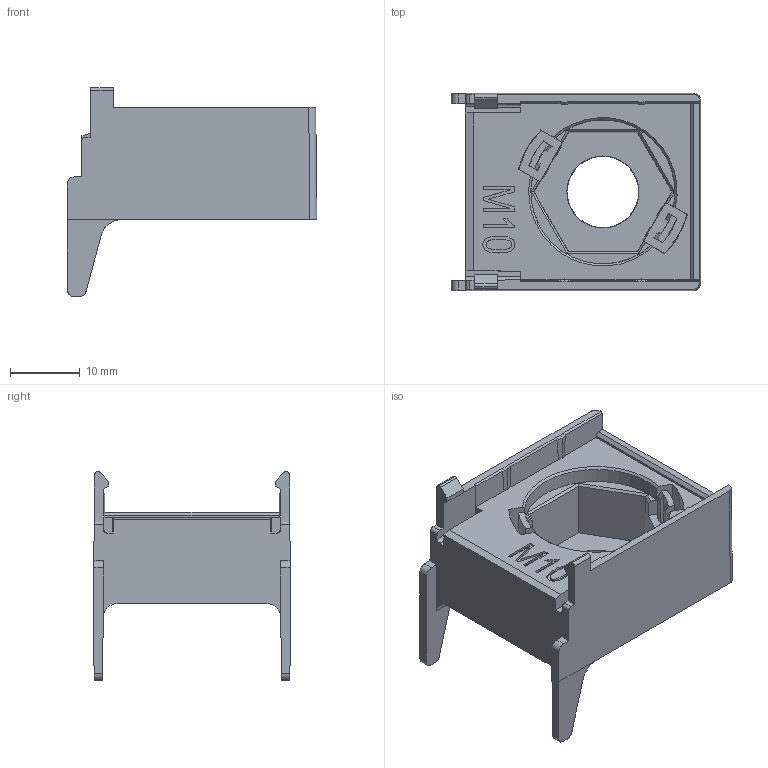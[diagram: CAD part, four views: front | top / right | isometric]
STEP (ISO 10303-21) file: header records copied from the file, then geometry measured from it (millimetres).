
FILE_DESCRIPTION(/* description */ (''),/* implementation_level */ '2;1');
FILE_NAME(/* name */ 'FILE_STP_CAD_DRAWING_3d_GLX551_prt.stp',/* time_stamp */ '2021-12-20T15:05:22+01:00',/* author */ (''),/* organization */ (''),/* preprocessor_version */ 'ST-DEVELOPER v16.7',/* originating_system */ 'SIEMENS PLM Software NX 12.0',/* authorisation */ '');
FILE_SCHEMA (('AUTOMOTIVE_DESIGN { 1 0 10303 214 3 1 1 1 }'));
Length unit declared in the file: millimetre
Products named in the file (1): 3d_GLX551
Bounding box: 35.7 x 28.2 x 29.9 mm (x, y, z)
Surface area: 6878.3 mm2 (no closed solid volume)
Topology: 0 solids, 1 shells, 285 faces, 923 edges, 645 vertices
Faces by surface type: plane 185, cylinder 52, cone 25, bspline 12, extrusion 11
Entity records: 11265 total; most frequent: CARTESIAN_POINT 3276, ORIENTED_EDGE 1697, DIRECTION 1495, EDGE_CURVE 921, VECTOR 655, LINE 644, VERTEX_POINT 643, AXIS2_PLACEMENT_3D 420
